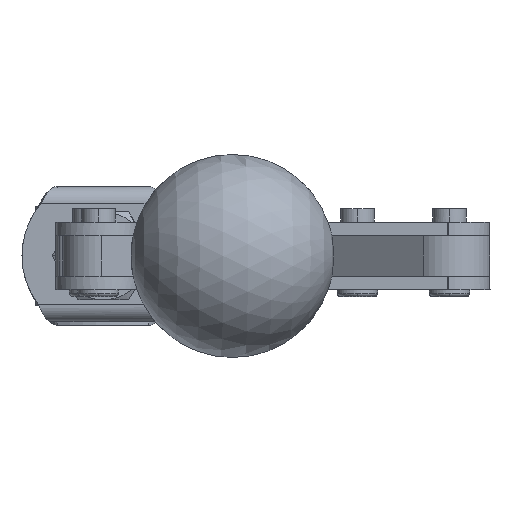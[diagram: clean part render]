
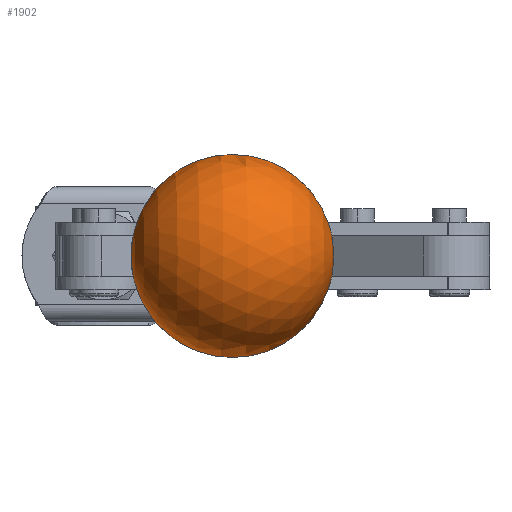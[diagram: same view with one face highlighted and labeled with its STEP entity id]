
A CAD part, left-side view. The second image highlights one B-rep face of the part: STEP entity #1902.
In plain terms, the highlighted spherical face has radius 15 mm.
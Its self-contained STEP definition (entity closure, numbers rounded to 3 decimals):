
#1886=CARTESIAN_POINT('',(-124.953,13.996,2.99));
#1887=DIRECTION('',(-0.033,0.999,0.));
#1888=DIRECTION('',(0.0,0.0,-1.0));
#1889=AXIS2_PLACEMENT_3D('',#1886,#1887,#1888);
#1890=SPHERICAL_SURFACE('',#1889,15.);
#1891=CARTESIAN_POINT('',(-124.953,13.996,-12.01));
#1892=VERTEX_POINT('',#1891);
#1893=CARTESIAN_POINT('',(-124.953,13.996,2.99));
#1894=DIRECTION('',(0.999,0.033,0.0));
#1895=DIRECTION('',(0.0,0.0,1.0));
#1896=AXIS2_PLACEMENT_3D('',#1893,#1894,#1895);
#1897=CIRCLE('',#1896,15.);
#1898=EDGE_CURVE('',#1892,#1892,#1897,.T.);
#1899=ORIENTED_EDGE('',*,*,#1898,.F.);
#1900=EDGE_LOOP('',(#1899));
#1901=FACE_OUTER_BOUND('',#1900,.T.);
#1902=ADVANCED_FACE('',(#1901),#1890,.T.);
